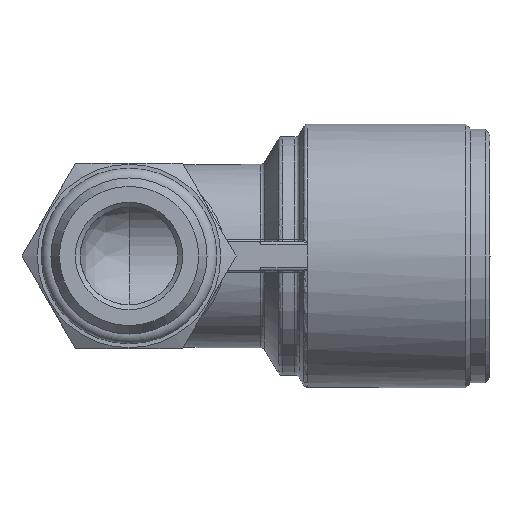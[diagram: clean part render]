
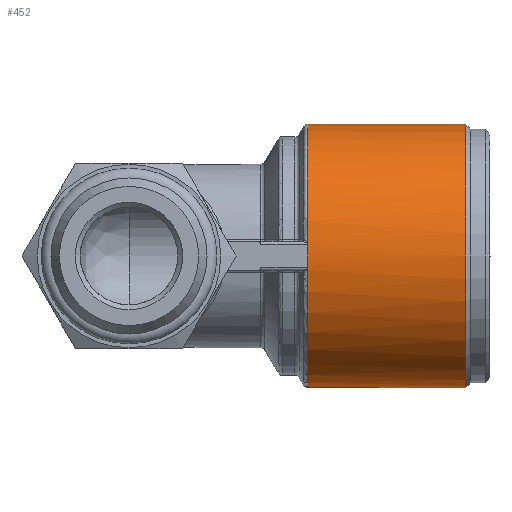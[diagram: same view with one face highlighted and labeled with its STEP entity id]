
A CAD part, front view. The second image highlights one B-rep face of the part: STEP entity #452.
In plain terms, the highlighted cylindrical face has radius 13.5 mm (diameter 27 mm), a full revolution.
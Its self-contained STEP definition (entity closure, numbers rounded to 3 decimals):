
#452 = ADVANCED_FACE( 'NONE', ( #1084, #1085 ), #1086, .T. );
#1084 = FACE_OUTER_BOUND( '', #2793, .T. );
#1085 = FACE_OUTER_BOUND( '', #2794, .T. );
#1086 = CYLINDRICAL_SURFACE( '', #2795, 13.5 );
#2793 = EDGE_LOOP( '', ( #5688, #5689, #5690 ) );
#2794 = EDGE_LOOP( '', ( #5691 ) );
#2795 = AXIS2_PLACEMENT_3D( '', #5692, #5693, #5694 );
#5688 = ORIENTED_EDGE( '', *, *, #7216, .T. );
#5689 = ORIENTED_EDGE( '', *, *, #7388, .T. );
#5690 = ORIENTED_EDGE( '', *, *, #7124, .T. );
#5691 = ORIENTED_EDGE( '', *, *, #7389, .T. );
#5692 = CARTESIAN_POINT( '', ( 0., 0., 0. ) );
#5693 = DIRECTION( '', ( 1., 0., 0. ) );
#5694 = DIRECTION( '', ( 0., 0., 1. ) );
#7124 = EDGE_CURVE( 'NONE', #8181, #8186, #8188, .T. );
#7216 = EDGE_CURVE( 'NONE', #8186, #8327, #8329, .T. );
#7388 = EDGE_CURVE( 'NONE', #8327, #8181, #8602, .T. );
#7389 = EDGE_CURVE( 'NONE', #8603, #8603, #8604, .T. );
#8181 = VERTEX_POINT( 'NONE', #10405 );
#8186 = VERTEX_POINT( 'NONE', #10411 );
#8188 = CIRCLE( '', #10413, 13.5 );
#8327 = VERTEX_POINT( 'NONE', #11001 );
#8329 = CIRCLE( '', #11015, 13.5 );
#8602 = CIRCLE( '', #12034, 13.5 );
#8603 = VERTEX_POINT( '', #12035 );
#8604 = CIRCLE( '', #12036, 13.5 );
#10405 = CARTESIAN_POINT( '', ( 18.299, -13.5, 0. ) );
#10411 = CARTESIAN_POINT( '', ( 18.299, -13.422, -1.448 ) );
#10413 = AXIS2_PLACEMENT_3D( '', #13391, #13392, #13393 );
#11001 = CARTESIAN_POINT( '', ( 18.299, -13.422, 1.448 ) );
#11015 = AXIS2_PLACEMENT_3D( '', #13456, #13457, #13458 );
#12034 = AXIS2_PLACEMENT_3D( '', #13596, #13597, #13598 );
#12035 = CARTESIAN_POINT( '', ( 34.5, 0., 13.5 ) );
#12036 = AXIS2_PLACEMENT_3D( '', #13599, #13600, #13601 );
#13391 = CARTESIAN_POINT( '', ( 18.299, 0., 0. ) );
#13392 = DIRECTION( '', ( 1., 0., 0. ) );
#13393 = DIRECTION( '', ( 0., 0., -1. ) );
#13456 = CARTESIAN_POINT( '', ( 18.299, 0., 0. ) );
#13457 = DIRECTION( '', ( 1., 0., 0. ) );
#13458 = DIRECTION( '', ( 0., 0., -1. ) );
#13596 = CARTESIAN_POINT( '', ( 18.299, 0., 0. ) );
#13597 = DIRECTION( '', ( 1., 0., 0. ) );
#13598 = DIRECTION( '', ( 0., 0., -1. ) );
#13599 = CARTESIAN_POINT( '', ( 34.5, 0., 0. ) );
#13600 = DIRECTION( '', ( -1., 0., 0. ) );
#13601 = DIRECTION( '', ( 0., 0., 1. ) );
